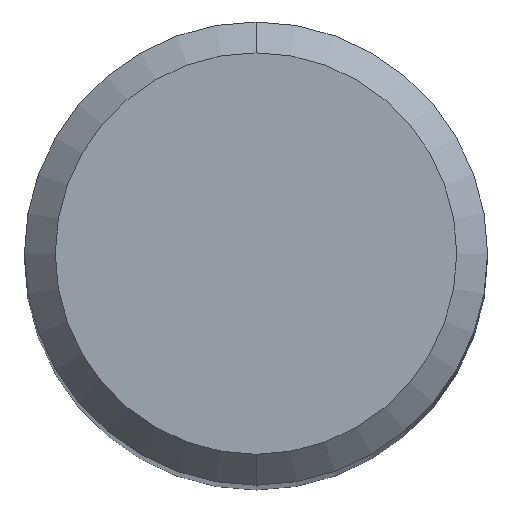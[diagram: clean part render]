
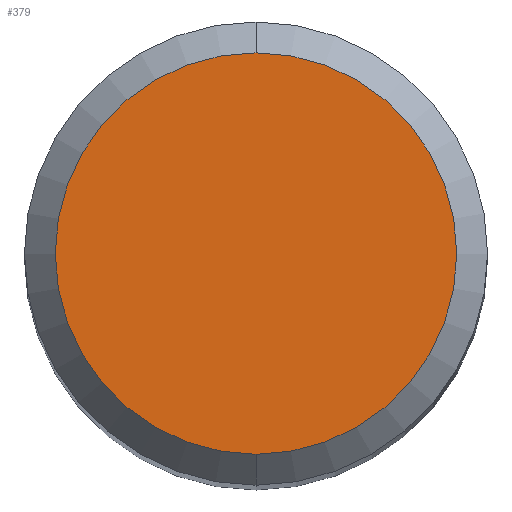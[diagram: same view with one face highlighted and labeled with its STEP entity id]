
A CAD part, top view. The second image highlights one B-rep face of the part: STEP entity #379.
In plain terms, the highlighted planar face has unit normal (0, 0, 1).
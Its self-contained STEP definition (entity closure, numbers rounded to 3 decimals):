
#379=ADVANCED_FACE('',(#1028),#1029,.T.);
#649=EDGE_CURVE('',#891,#745,#1323,.T.);
#745=VERTEX_POINT('',#1428);
#891=VERTEX_POINT('',#1585);
#937=EDGE_CURVE('',#745,#891,#1634,.T.);
#1028=FACE_OUTER_BOUND('',#1775,.T.);
#1029=PLANE('',#1776);
#1323=CIRCLE('',#4276,2.6);
#1428=CARTESIAN_POINT('',(0.,-2.6,0.0));
#1585=CARTESIAN_POINT('',(0.0,2.6,0.0));
#1634=CIRCLE('',#8050,2.6);
#1775=EDGE_LOOP('',(#8293,#8294));
#1776=AXIS2_PLACEMENT_3D('',#8295,#8296,#8297);
#4276=AXIS2_PLACEMENT_3D('',#8595,#8596,#8597);
#8050=AXIS2_PLACEMENT_3D('',#8890,#8891,#8892);
#8293=ORIENTED_EDGE('',*,*,#649,.F.);
#8294=ORIENTED_EDGE('',*,*,#937,.F.);
#8295=CARTESIAN_POINT('',(0.0,1.3,0.0));
#8296=DIRECTION('',(-0.0,0.0,1.0));
#8297=DIRECTION('',(0.0,-1.0,0.0));
#8595=CARTESIAN_POINT('',(0.0,0.0,0.0));
#8596=DIRECTION('',(0.0,0.0,-1.0));
#8597=DIRECTION('',(0.0,1.0,0.0));
#8890=CARTESIAN_POINT('',(0.0,0.0,0.0));
#8891=DIRECTION('',(0.0,0.0,-1.0));
#8892=DIRECTION('',(0.0,1.0,0.0));
